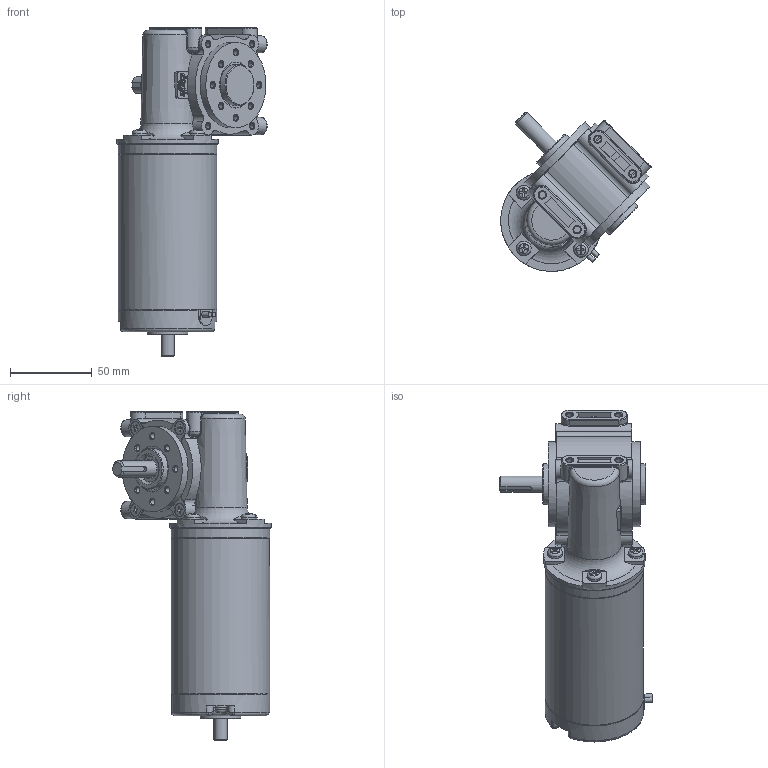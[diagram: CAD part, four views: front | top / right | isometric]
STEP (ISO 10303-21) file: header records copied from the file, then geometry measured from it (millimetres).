
FILE_DESCRIPTION((''),'2;1');
FILE_NAME('RA61BㅁR.stp','2014-01-23T18:29:16',('ycw1227'),(''),'Autodesk Inventor 2011','Autodesk Inventor 2011','');
FILE_SCHEMA(('AUTOMOTIVE_DESIGN { 1 0 10303 214 1 1 1 1 }'));
Length unit declared in the file: millimetre
Products named in the file (1): 부품7
Bounding box: 91.65 x 96.65 x 200.5 mm (x, y, z)
Volume: 430249.9 mm3; surface area: 93792.8 mm2
Topology: 1 solids, 10 shells, 815 faces, 1996 edges, 1272 vertices
Faces by surface type: plane 420, cylinder 230, cone 90, bspline 44, torus 26, sphere 5
Full cylindrical faces by diameter (mm): 3 x2, 3.4 x24, 4 x6, 4.1 x8, 4.2 x4, 5 x6, 6.6 x2, 7.3 x2, 8 x6, 8.2 x4, 9 x2, 10 x2, 16 x3, 22 x1, 24 x2, 24.9 x1, 25 x3, 28 x2, 30 x2, 32 x1, 35 x1, 47 x1, 51 x1, 52 x2, 55 x1, 56 x2, 60 x3, 62 x1
Entity records: 25332 total; most frequent: CARTESIAN_POINT 6225, DIRECTION 3863, ORIENTED_EDGE 3526, EDGE_CURVE 1763, AXIS2_PLACEMENT_3D 1530, VERTEX_POINT 1221, EDGE_LOOP 1083, STYLED_ITEM 816
